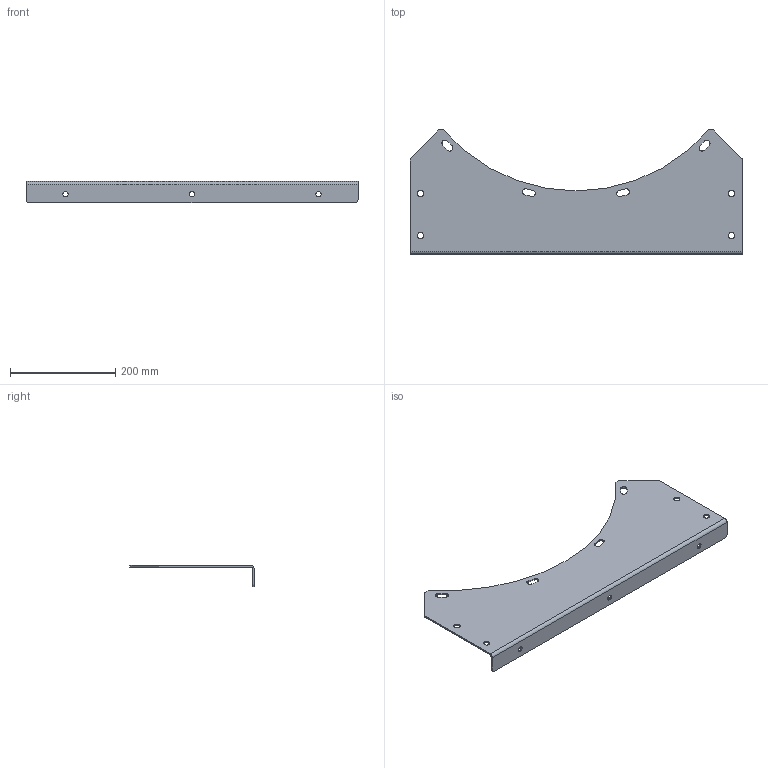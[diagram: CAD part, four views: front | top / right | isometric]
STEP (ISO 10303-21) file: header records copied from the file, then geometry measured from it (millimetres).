
FILE_DESCRIPTION (( 'STEP AP203' ), '1' );
FILE_NAME ('1ST0630_CCst 63.STEP', '2022-02-24T08:35:02', ( '' ), ( '' ), 'SwSTEP 2.0', 'SolidWorks 2018', '' );
FILE_SCHEMA (( 'CONFIG_CONTROL_DESIGN' ));
Length unit declared in the file: millimetre
Products named in the file (1): 1ST0630_CCst 63
Bounding box: 630 x 236 x 40 mm (x, y, z)
Volume: 376600.7 mm3; surface area: 257960.2 mm2
Topology: 1 solids, 1 shells, 60 faces, 166 edges, 108 vertices
Faces by surface type: cylinder 45, plane 15
Entity records: 2077 total; most frequent: DIRECTION 378, CARTESIAN_POINT 335, ORIENTED_EDGE 332, EDGE_CURVE 166, AXIS2_PLACEMENT_3D 151, VERTEX_POINT 108, CIRCLE 90, EDGE_LOOP 82
